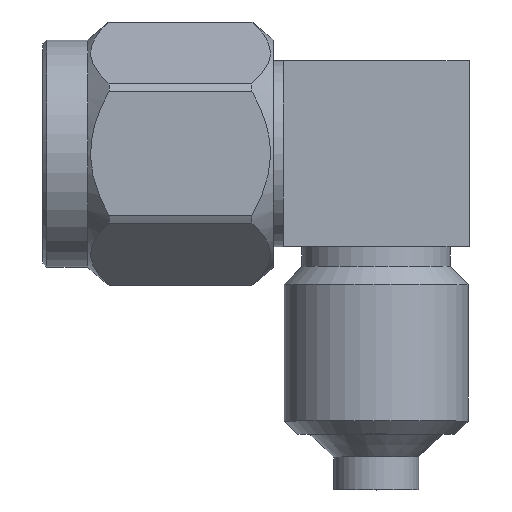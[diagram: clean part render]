
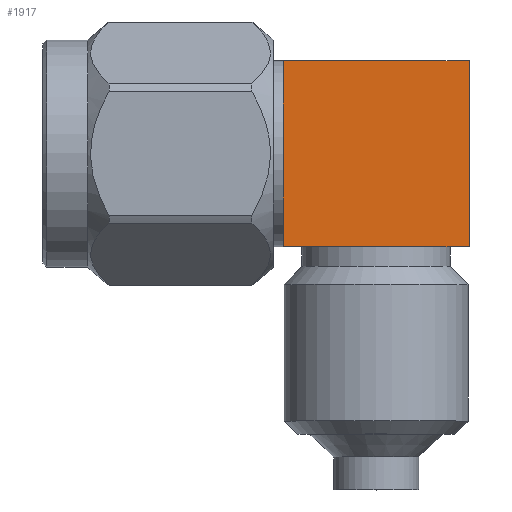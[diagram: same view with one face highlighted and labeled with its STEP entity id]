
A CAD part, top view. The second image highlights one B-rep face of the part: STEP entity #1917.
In plain terms, the highlighted planar face has unit normal (0, 0, 1).
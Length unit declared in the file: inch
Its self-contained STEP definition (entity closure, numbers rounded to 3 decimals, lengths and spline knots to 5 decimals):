
#8 = ORIENTED_EDGE ( 'NONE', *, *, #2569, .T. ) ;
#25 = ORIENTED_EDGE ( 'NONE', *, *, #2485, .T. ) ;
#28 = ORIENTED_EDGE ( 'NONE', *, *, #386, .T. ) ;
#84 = CARTESIAN_POINT ( 'NONE',  ( 0., 0., 0.125 ) ) ;
#107 = CARTESIAN_POINT ( 'NONE',  ( 0.125, -0.125, 0.125 ) ) ;
#198 = EDGE_CURVE ( 'NONE', #1623, #1683, #2197, .T. ) ;
#259 = DIRECTION ( 'NONE',  ( 0., -1., 0. ) ) ;
#294 = DIRECTION ( 'NONE',  ( 0., -1., 0. ) ) ;
#297 = CARTESIAN_POINT ( 'NONE',  ( -0.125, 0.125, 0.125 ) ) ;
#322 = LINE ( 'NONE', #803, #2455 ) ;
#386 = EDGE_CURVE ( 'NONE', #1683, #695, #1232, .T. ) ;
#519 = LINE ( 'NONE', #1227, #2590 ) ;
#535 = EDGE_LOOP ( 'NONE', ( #25, #8, #1808, #2067, #28 ) ) ;
#537 = VECTOR ( 'NONE', #1948, 39.37008 ) ;
#551 = DIRECTION ( 'NONE',  ( -1., 0., 0. ) ) ;
#569 = LINE ( 'NONE', #2997, #537 ) ;
#573 = DIRECTION ( 'NONE',  ( 0., 1., 0. ) ) ;
#585 = CARTESIAN_POINT ( 'NONE',  ( -0.125, 0.125, 0.125 ) ) ;
#695 = VERTEX_POINT ( 'NONE', #585 ) ;
#803 = CARTESIAN_POINT ( 'NONE',  ( -0.125, -0.125, 0.125 ) ) ;
#839 = VERTEX_POINT ( 'NONE', #2924 ) ;
#1065 = DIRECTION ( 'NONE',  ( 1., 0., 0. ) ) ;
#1088 = VERTEX_POINT ( 'NONE', #1558 ) ;
#1188 = VECTOR ( 'NONE', #573, 39.37008 ) ;
#1227 = CARTESIAN_POINT ( 'NONE',  ( -0.125, -0.125, 0.125 ) ) ;
#1232 = LINE ( 'NONE', #297, #2201 ) ;
#1257 = CARTESIAN_POINT ( 'NONE',  ( 0.125, -0.125, 0.125 ) ) ;
#1391 = EDGE_CURVE ( 'NONE', #1088, #1623, #322, .T. ) ;
#1558 = CARTESIAN_POINT ( 'NONE',  ( -0.125, -0.125, 0.125 ) ) ;
#1623 = VERTEX_POINT ( 'NONE', #1257 ) ;
#1683 = VERTEX_POINT ( 'NONE', #2432 ) ;
#1808 = ORIENTED_EDGE ( 'NONE', *, *, #1391, .T. ) ;
#1917 = ADVANCED_FACE ( 'NONE', ( #2386 ), #2714, .F. ) ;
#1948 = DIRECTION ( 'NONE',  ( 0., -1., 0. ) ) ;
#2067 = ORIENTED_EDGE ( 'NONE', *, *, #198, .T. ) ;
#2196 = AXIS2_PLACEMENT_3D ( 'NONE', #84, #2778, #294 ) ;
#2197 = LINE ( 'NONE', #107, #1188 ) ;
#2201 = VECTOR ( 'NONE', #551, 39.37008 ) ;
#2386 = FACE_OUTER_BOUND ( 'NONE', #535, .T. ) ;
#2432 = CARTESIAN_POINT ( 'NONE',  ( 0.125, 0.125, 0.125 ) ) ;
#2455 = VECTOR ( 'NONE', #1065, 39.37008 ) ;
#2485 = EDGE_CURVE ( 'NONE', #695, #839, #569, .T. ) ;
#2569 = EDGE_CURVE ( 'NONE', #839, #1088, #519, .T. ) ;
#2590 = VECTOR ( 'NONE', #259, 39.37008 ) ;
#2714 = PLANE ( 'NONE',  #2196 ) ;
#2778 = DIRECTION ( 'NONE',  ( 0., 0., -1. ) ) ;
#2924 = CARTESIAN_POINT ( 'NONE',  ( -0.125, 0., 0.125 ) ) ;
#2997 = CARTESIAN_POINT ( 'NONE',  ( -0.125, -0.125, 0.125 ) ) ;
